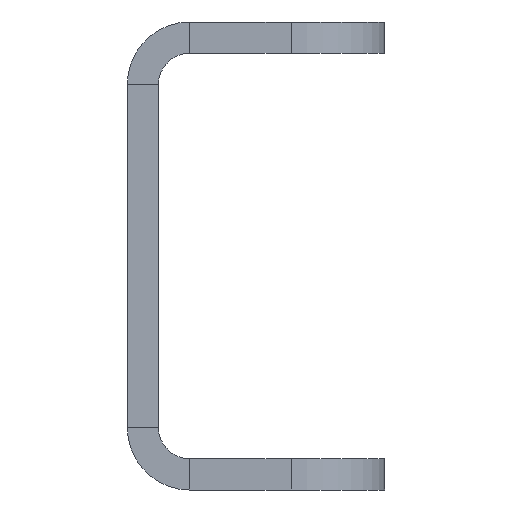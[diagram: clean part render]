
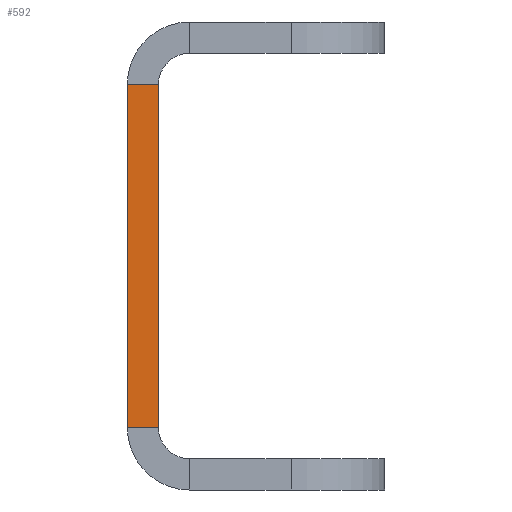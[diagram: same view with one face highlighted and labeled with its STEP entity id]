
A CAD part, left-side view. The second image highlights one B-rep face of the part: STEP entity #592.
In plain terms, the highlighted planar face has unit normal (-1, 0, 0).
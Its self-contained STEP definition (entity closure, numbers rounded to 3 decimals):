
#98 = CARTESIAN_POINT ( 'NONE',  ( -275., -2., 11. ) ) ;
#145 = EDGE_CURVE ( 'NONE', #338, #785, #308, .T. ) ;
#146 = CARTESIAN_POINT ( 'NONE',  ( -275., -2., -11. ) ) ;
#150 = DIRECTION ( 'NONE',  ( 0., 0., 1. ) ) ;
#171 = CARTESIAN_POINT ( 'NONE',  ( -275., 0., 11. ) ) ;
#201 = VECTOR ( 'NONE', #633, 1000. ) ;
#245 = EDGE_CURVE ( 'NONE', #743, #785, #650, .T. ) ;
#246 = DIRECTION ( 'NONE',  ( -1., 0., 0. ) ) ;
#251 = LINE ( 'NONE', #98, #342 ) ;
#257 = EDGE_CURVE ( 'NONE', #607, #338, #285, .T. ) ;
#281 = PLANE ( 'NONE',  #767 ) ;
#285 = LINE ( 'NONE', #632, #201 ) ;
#308 = LINE ( 'NONE', #486, #366 ) ;
#338 = VERTEX_POINT ( 'NONE', #420 ) ;
#342 = VECTOR ( 'NONE', #818, 1000. ) ;
#351 = CARTESIAN_POINT ( 'NONE',  ( -275., -4., -13. ) ) ;
#366 = VECTOR ( 'NONE', #578, 1000. ) ;
#420 = CARTESIAN_POINT ( 'NONE',  ( -275., 0., -11. ) ) ;
#446 = VECTOR ( 'NONE', #727, 1000. ) ;
#469 = ORIENTED_EDGE ( 'NONE', *, *, #145, .T. ) ;
#486 = CARTESIAN_POINT ( 'NONE',  ( -275., 0., -11. ) ) ;
#538 = FACE_OUTER_BOUND ( 'NONE', #776, .T. ) ;
#578 = DIRECTION ( 'NONE',  ( 0., -1., 0. ) ) ;
#592 = ADVANCED_FACE ( 'NONE', ( #538 ), #281, .T. ) ;
#607 = VERTEX_POINT ( 'NONE', #171 ) ;
#613 = ORIENTED_EDGE ( 'NONE', *, *, #257, .T. ) ;
#632 = CARTESIAN_POINT ( 'NONE',  ( -275., 0., 15. ) ) ;
#633 = DIRECTION ( 'NONE',  ( 0., 0., -1. ) ) ;
#650 = LINE ( 'NONE', #770, #446 ) ;
#684 = CARTESIAN_POINT ( 'NONE',  ( -275., -2., 11. ) ) ;
#696 = ORIENTED_EDGE ( 'NONE', *, *, #245, .F. ) ;
#721 = ORIENTED_EDGE ( 'NONE', *, *, #1058, .T. ) ;
#727 = DIRECTION ( 'NONE',  ( 0., 0., -1. ) ) ;
#743 = VERTEX_POINT ( 'NONE', #684 ) ;
#767 = AXIS2_PLACEMENT_3D ( 'NONE', #351, #246, #150 ) ;
#770 = CARTESIAN_POINT ( 'NONE',  ( -275., -2., 15. ) ) ;
#776 = EDGE_LOOP ( 'NONE', ( #613, #469, #696, #721 ) ) ;
#785 = VERTEX_POINT ( 'NONE', #146 ) ;
#818 = DIRECTION ( 'NONE',  ( 0., 1., 0. ) ) ;
#1058 = EDGE_CURVE ( 'NONE', #743, #607, #251, .T. ) ;
